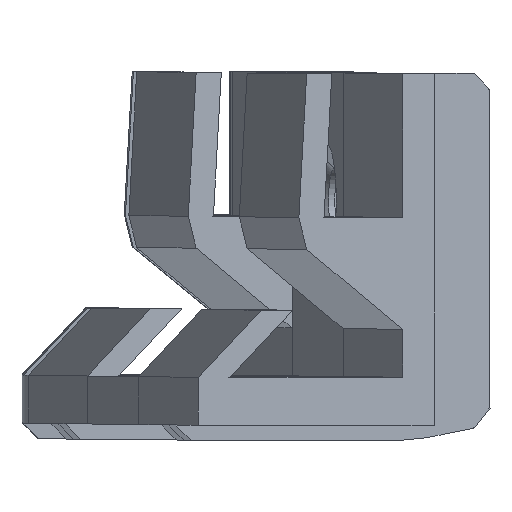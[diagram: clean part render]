
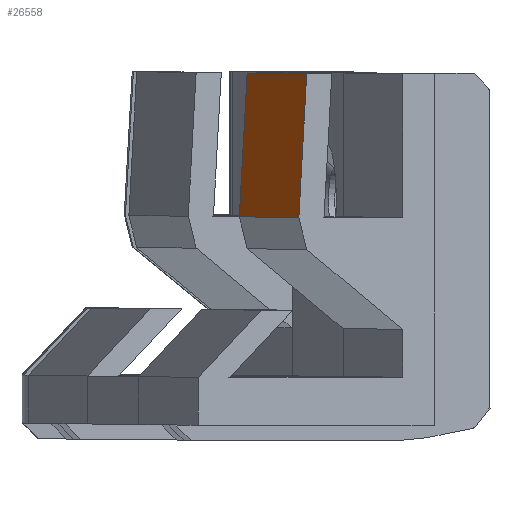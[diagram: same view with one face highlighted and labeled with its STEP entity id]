
A CAD part, left-side view. The second image highlights one B-rep face of the part: STEP entity #26558.
In plain terms, the highlighted face is planar.
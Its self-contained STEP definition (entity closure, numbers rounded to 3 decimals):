
#24663 = PLANE('',#24664);
#24664 = AXIS2_PLACEMENT_3D('',#24665,#24666,#24667);
#24665 = CARTESIAN_POINT('',(-10.5,5.766,9.503));
#24666 = DIRECTION('',(-1.,0.,0.));
#24667 = DIRECTION('',(0.,0.,1.));
#25097 = PLANE('',#25098);
#25098 = AXIS2_PLACEMENT_3D('',#25099,#25100,#25101);
#25099 = CARTESIAN_POINT('',(10.5,5.766,9.503));
#25100 = DIRECTION('',(-1.,0.,0.));
#25101 = DIRECTION('',(0.,0.,1.));
#25357 = VERTEX_POINT('',#25358);
#25358 = CARTESIAN_POINT('',(-10.5,8.1,22.));
#25372 = PLANE('',#25373);
#25373 = AXIS2_PLACEMENT_3D('',#25374,#25375,#25376);
#25374 = CARTESIAN_POINT('',(0.,6.5,22.));
#25375 = DIRECTION('',(0.,0.,-1.));
#25376 = DIRECTION('',(0.,1.,0.));
#25384 = EDGE_CURVE('',#25357,#25385,#25387,.T.);
#25385 = VERTEX_POINT('',#25386);
#25386 = CARTESIAN_POINT('',(-10.5,8.6,13.));
#25387 = SURFACE_CURVE('',#25388,(#25392,#25399),.PCURVE_S1.);
#25388 = LINE('',#25389,#25390);
#25389 = CARTESIAN_POINT('',(-10.5,8.1,22.));
#25390 = VECTOR('',#25391,1.);
#25391 = DIRECTION('',(0.,0.055,-0.998));
#25392 = PCURVE('',#24663,#25393);
#25393 = DEFINITIONAL_REPRESENTATION('',(#25394),#25398);
#25394 = LINE('',#25395,#25396);
#25395 = CARTESIAN_POINT('',(12.497,2.334));
#25396 = VECTOR('',#25397,1.);
#25397 = DIRECTION('',(-0.998,0.055));
#25398 = ( GEOMETRIC_REPRESENTATION_CONTEXT(2) 
PARAMETRIC_REPRESENTATION_CONTEXT() REPRESENTATION_CONTEXT('2D SPACE',''
  ) );
#25399 = PCURVE('',#25400,#25405);
#25400 = PLANE('',#25401);
#25401 = AXIS2_PLACEMENT_3D('',#25402,#25403,#25404);
#25402 = CARTESIAN_POINT('',(0.,8.1,22.));
#25403 = DIRECTION('',(-0.,-0.998,-0.055));
#25404 = DIRECTION('',(0.,0.055,-0.998));
#25405 = DEFINITIONAL_REPRESENTATION('',(#25406),#25410);
#25406 = LINE('',#25407,#25408);
#25407 = CARTESIAN_POINT('',(0.,-10.5));
#25408 = VECTOR('',#25409,1.);
#25409 = DIRECTION('',(1.,0.));
#25410 = ( GEOMETRIC_REPRESENTATION_CONTEXT(2) 
PARAMETRIC_REPRESENTATION_CONTEXT() REPRESENTATION_CONTEXT('2D SPACE',''
  ) );
#25428 = PLANE('',#25429);
#25429 = AXIS2_PLACEMENT_3D('',#25430,#25431,#25432);
#25430 = CARTESIAN_POINT('',(0.,8.6,13.));
#25431 = DIRECTION('',(0.,-0.97,0.243));
#25432 = DIRECTION('',(-0.,-0.243,-0.97));
#26203 = VERTEX_POINT('',#26204);
#26204 = CARTESIAN_POINT('',(10.5,8.1,22.));
#26225 = EDGE_CURVE('',#26203,#26226,#26228,.T.);
#26226 = VERTEX_POINT('',#26227);
#26227 = CARTESIAN_POINT('',(10.5,8.6,13.));
#26228 = SURFACE_CURVE('',#26229,(#26233,#26240),.PCURVE_S1.);
#26229 = LINE('',#26230,#26231);
#26230 = CARTESIAN_POINT('',(10.5,8.1,22.));
#26231 = VECTOR('',#26232,1.);
#26232 = DIRECTION('',(0.,0.055,-0.998));
#26233 = PCURVE('',#25097,#26234);
#26234 = DEFINITIONAL_REPRESENTATION('',(#26235),#26239);
#26235 = LINE('',#26236,#26237);
#26236 = CARTESIAN_POINT('',(12.497,2.334));
#26237 = VECTOR('',#26238,1.);
#26238 = DIRECTION('',(-0.998,0.055));
#26239 = ( GEOMETRIC_REPRESENTATION_CONTEXT(2) 
PARAMETRIC_REPRESENTATION_CONTEXT() REPRESENTATION_CONTEXT('2D SPACE',''
  ) );
#26240 = PCURVE('',#25400,#26241);
#26241 = DEFINITIONAL_REPRESENTATION('',(#26242),#26246);
#26242 = LINE('',#26243,#26244);
#26243 = CARTESIAN_POINT('',(0.,10.5));
#26244 = VECTOR('',#26245,1.);
#26245 = DIRECTION('',(1.,0.));
#26246 = ( GEOMETRIC_REPRESENTATION_CONTEXT(2) 
PARAMETRIC_REPRESENTATION_CONTEXT() REPRESENTATION_CONTEXT('2D SPACE',''
  ) );
#26536 = EDGE_CURVE('',#26203,#25357,#26537,.T.);
#26537 = SURFACE_CURVE('',#26538,(#26542,#26549),.PCURVE_S1.);
#26538 = LINE('',#26539,#26540);
#26539 = CARTESIAN_POINT('',(10.5,8.1,22.));
#26540 = VECTOR('',#26541,1.);
#26541 = DIRECTION('',(-1.,0.,0.));
#26542 = PCURVE('',#25372,#26543);
#26543 = DEFINITIONAL_REPRESENTATION('',(#26544),#26548);
#26544 = LINE('',#26545,#26546);
#26545 = CARTESIAN_POINT('',(1.6,10.5));
#26546 = VECTOR('',#26547,1.);
#26547 = DIRECTION('',(0.,-1.));
#26548 = ( GEOMETRIC_REPRESENTATION_CONTEXT(2) 
PARAMETRIC_REPRESENTATION_CONTEXT() REPRESENTATION_CONTEXT('2D SPACE',''
  ) );
#26549 = PCURVE('',#25400,#26550);
#26550 = DEFINITIONAL_REPRESENTATION('',(#26551),#26555);
#26551 = LINE('',#26552,#26553);
#26552 = CARTESIAN_POINT('',(0.,10.5));
#26553 = VECTOR('',#26554,1.);
#26554 = DIRECTION('',(0.,-1.));
#26555 = ( GEOMETRIC_REPRESENTATION_CONTEXT(2) 
PARAMETRIC_REPRESENTATION_CONTEXT() REPRESENTATION_CONTEXT('2D SPACE',''
  ) );
#26558 = ADVANCED_FACE('',(#26559),#25400,.F.);
#26559 = FACE_BOUND('',#26560,.F.);
#26560 = EDGE_LOOP('',(#26561,#26562,#26583,#26584));
#26561 = ORIENTED_EDGE('',*,*,#25384,.T.);
#26562 = ORIENTED_EDGE('',*,*,#26563,.F.);
#26563 = EDGE_CURVE('',#26226,#25385,#26564,.T.);
#26564 = SURFACE_CURVE('',#26565,(#26569,#26576),.PCURVE_S1.);
#26565 = LINE('',#26566,#26567);
#26566 = CARTESIAN_POINT('',(10.5,8.6,13.));
#26567 = VECTOR('',#26568,1.);
#26568 = DIRECTION('',(-1.,0.,0.));
#26569 = PCURVE('',#25400,#26570);
#26570 = DEFINITIONAL_REPRESENTATION('',(#26571),#26575);
#26571 = LINE('',#26572,#26573);
#26572 = CARTESIAN_POINT('',(9.014,10.5));
#26573 = VECTOR('',#26574,1.);
#26574 = DIRECTION('',(0.,-1.));
#26575 = ( GEOMETRIC_REPRESENTATION_CONTEXT(2) 
PARAMETRIC_REPRESENTATION_CONTEXT() REPRESENTATION_CONTEXT('2D SPACE',''
  ) );
#26576 = PCURVE('',#25428,#26577);
#26577 = DEFINITIONAL_REPRESENTATION('',(#26578),#26582);
#26578 = LINE('',#26579,#26580);
#26579 = CARTESIAN_POINT('',(-0.,10.5));
#26580 = VECTOR('',#26581,1.);
#26581 = DIRECTION('',(0.,-1.));
#26582 = ( GEOMETRIC_REPRESENTATION_CONTEXT(2) 
PARAMETRIC_REPRESENTATION_CONTEXT() REPRESENTATION_CONTEXT('2D SPACE',''
  ) );
#26583 = ORIENTED_EDGE('',*,*,#26225,.F.);
#26584 = ORIENTED_EDGE('',*,*,#26536,.T.);
